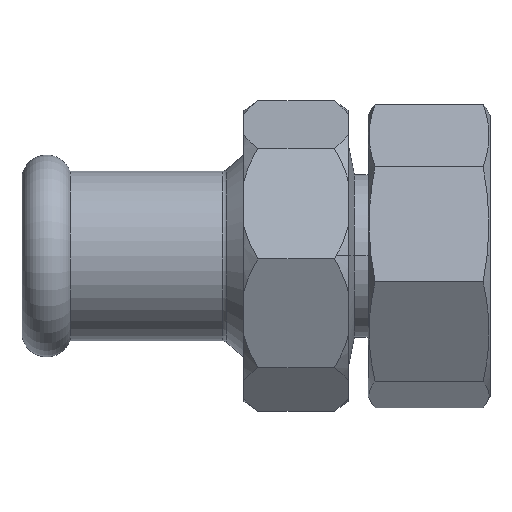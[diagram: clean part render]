
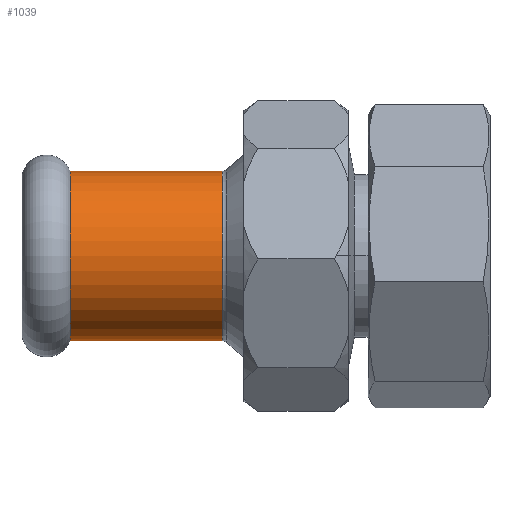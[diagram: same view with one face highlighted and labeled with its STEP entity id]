
A CAD part, top view. The second image highlights one B-rep face of the part: STEP entity #1039.
In plain terms, the highlighted cylindrical face has radius 12.172 mm (diameter 24.344 mm), a partial arc.
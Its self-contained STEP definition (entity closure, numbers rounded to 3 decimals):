
#586 = ORIENTED_EDGE ( 'NONE', *, *, #2462, .T. ) ;
#653 = CARTESIAN_POINT ( 'NONE',  ( -37.756, 0., 0. ) ) ;
#673 = CARTESIAN_POINT ( 'NONE',  ( -37.756, -12.172, 0. ) ) ;
#802 = AXIS2_PLACEMENT_3D ( 'NONE', #1096, #2027, #1734 ) ;
#885 = EDGE_CURVE ( 'NONE', #2259, #2297, #2218, .T. ) ;
#914 = DIRECTION ( 'NONE',  ( 1., 0., 0. ) ) ;
#938 = CARTESIAN_POINT ( 'NONE',  ( -15.929, -12.172, 0. ) ) ;
#998 = DIRECTION ( 'NONE',  ( 0., 1., 0. ) ) ;
#1039 = ADVANCED_FACE ( 'NONE', ( #2766 ), #1594, .T. ) ;
#1092 = EDGE_LOOP ( 'NONE', ( #586, #2617, #1951, #1779 ) ) ;
#1096 = CARTESIAN_POINT ( 'NONE',  ( -15.929, 0., 0. ) ) ;
#1195 = AXIS2_PLACEMENT_3D ( 'NONE', #2522, #2119, #998 ) ;
#1381 = DIRECTION ( 'NONE',  ( 0., 1., 0. ) ) ;
#1489 = VECTOR ( 'NONE', #914, 1000. ) ;
#1594 = CYLINDRICAL_SURFACE ( 'NONE', #1195, 12.172 ) ;
#1734 = DIRECTION ( 'NONE',  ( 0., 1., 0. ) ) ;
#1760 = CARTESIAN_POINT ( 'NONE',  ( -37.756, 12.172, 0. ) ) ;
#1779 = ORIENTED_EDGE ( 'NONE', *, *, #2061, .F. ) ;
#1879 = LINE ( 'NONE', #2075, #2166 ) ;
#1888 = DIRECTION ( 'NONE',  ( 1., 0., 0. ) ) ;
#1951 = ORIENTED_EDGE ( 'NONE', *, *, #885, .F. ) ;
#2027 = DIRECTION ( 'NONE',  ( 1., 0., 0. ) ) ;
#2061 = EDGE_CURVE ( 'NONE', #2587, #2259, #1879, .T. ) ;
#2072 = EDGE_CURVE ( 'NONE', #2209, #2297, #3015, .T. ) ;
#2075 = CARTESIAN_POINT ( 'NONE',  ( 68.97, 12.172, 0. ) ) ;
#2119 = DIRECTION ( 'NONE',  ( 1., 0., 0. ) ) ;
#2166 = VECTOR ( 'NONE', #2310, 1000. ) ;
#2209 = VERTEX_POINT ( 'NONE', #673 ) ;
#2218 = CIRCLE ( 'NONE', #802, 12.172 ) ;
#2259 = VERTEX_POINT ( 'NONE', #2776 ) ;
#2297 = VERTEX_POINT ( 'NONE', #938 ) ;
#2310 = DIRECTION ( 'NONE',  ( 1., 0., 0. ) ) ;
#2462 = EDGE_CURVE ( 'NONE', #2587, #2209, #2821, .T. ) ;
#2522 = CARTESIAN_POINT ( 'NONE',  ( 68.97, 0., 0. ) ) ;
#2587 = VERTEX_POINT ( 'NONE', #1760 ) ;
#2617 = ORIENTED_EDGE ( 'NONE', *, *, #2072, .T. ) ;
#2766 = FACE_OUTER_BOUND ( 'NONE', #1092, .T. ) ;
#2776 = CARTESIAN_POINT ( 'NONE',  ( -15.929, 12.172, 0. ) ) ;
#2820 = CARTESIAN_POINT ( 'NONE',  ( 68.97, -12.172, 0. ) ) ;
#2821 = CIRCLE ( 'NONE', #2966, 12.172 ) ;
#2966 = AXIS2_PLACEMENT_3D ( 'NONE', #653, #1888, #1381 ) ;
#3015 = LINE ( 'NONE', #2820, #1489 ) ;
